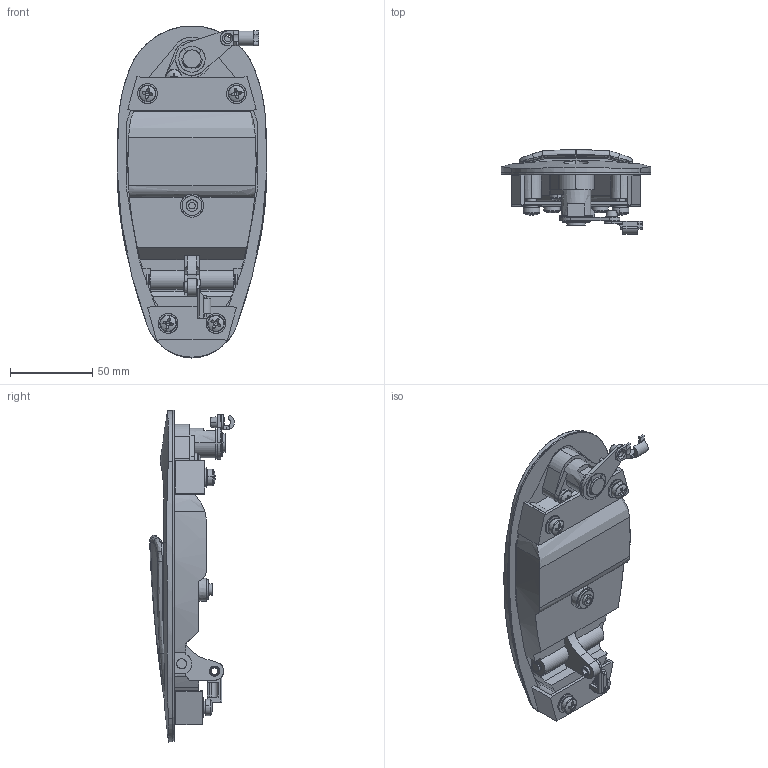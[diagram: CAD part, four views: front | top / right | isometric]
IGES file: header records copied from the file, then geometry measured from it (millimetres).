
Start section: SolidWorks IGES file using analytic representation for surfaces
Global section: file name: AP-867.IGS; native system: SolidWorks 2018; preprocessor: SolidWorks 2018; author: 0905sm; date: 210804.125311; units: millimetre
Bounding box: 90.98 x 51.37 x 201.5 mm (x, y, z)
Surface area: 92446.1 mm2 (no closed solid volume)
Topology: 0 solids, 0 shells, 761 faces, 10382 edges, 10370 vertices
Faces by surface type: bspline 450, revolution 311
